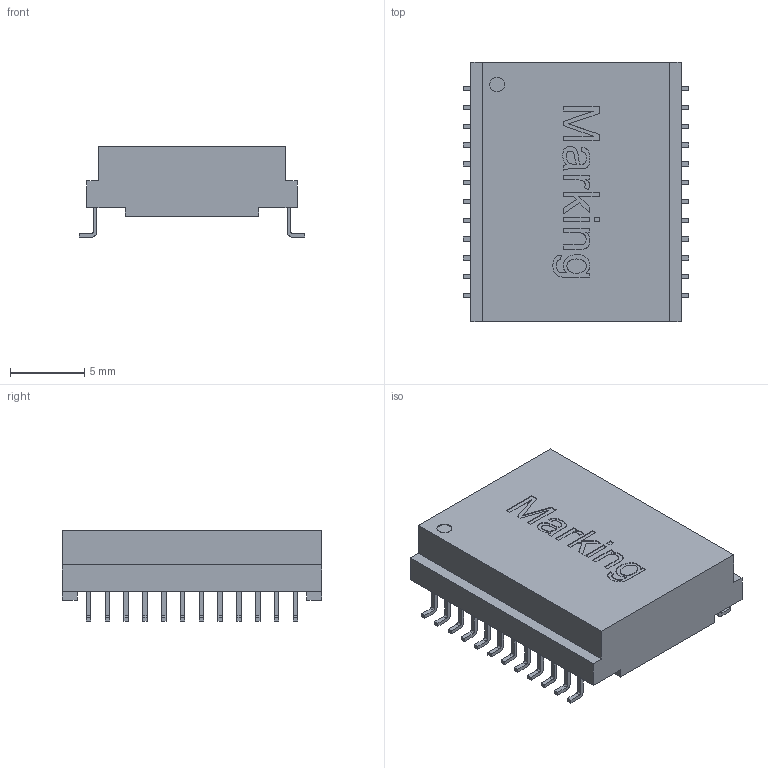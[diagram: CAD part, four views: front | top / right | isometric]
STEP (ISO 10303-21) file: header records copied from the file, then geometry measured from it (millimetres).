
FILE_DESCRIPTION( ( 'Unknown' ), '1' );
FILE_NAME( '749023010A.stp', 'Unknown', ( 'Unknown' ), ( 'Unknown' ), 'PSStep 17.0.49', 'Unknown', ' ' );
FILE_SCHEMA( ( 'AUTOMOTIVE_DESIGN { 1 0 10303 214 1 1 1 1 }' ) );
Length unit declared in the file: millimetre
Products named in the file (1): 1
Bounding box: 15.24 x 17.5 x 6.1 mm (x, y, z)
Volume: 971.6 mm3; surface area: 852.6 mm2
Topology: 1 solids, 1 shells, 308 faces, 813 edges, 542 vertices
Faces by surface type: plane 243, cylinder 49, extrusion 16
Full cylindrical faces by diameter (mm): 1 x1
Entity records: 12538 total; most frequent: CARTESIAN_POINT 2563, ORIENTED_EDGE 1622, DIRECTION 1387, EDGE_CURVE 811, VECTOR 605, LINE 589, VERTEX_POINT 542, AXIS2_PLACEMENT_3D 391
